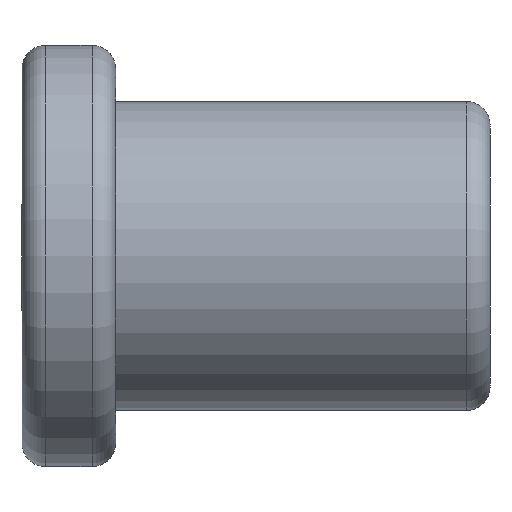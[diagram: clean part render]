
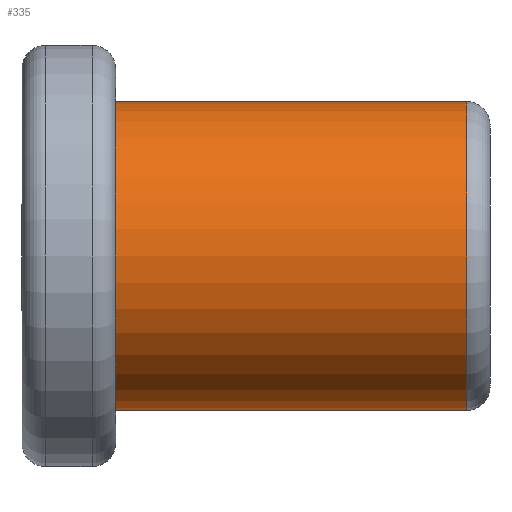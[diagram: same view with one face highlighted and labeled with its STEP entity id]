
A CAD part, left-side view. The second image highlights one B-rep face of the part: STEP entity #335.
In plain terms, the highlighted cylindrical face has radius 3.3 mm (diameter 6.6 mm), a partial arc.
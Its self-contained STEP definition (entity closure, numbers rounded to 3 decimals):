
#35=FACE_OUTER_BOUND('',#59,.T.);
#59=EDGE_LOOP('',(#241,#242,#243,#244));
#83=LINE('',#571,#105);
#84=LINE('',#574,#106);
#105=VECTOR('',#452,10.);
#106=VECTOR('',#455,10.);
#127=CIRCLE('',#376,3.3);
#131=CIRCLE('',#383,3.3);
#151=VERTEX_POINT('',#549);
#153=VERTEX_POINT('',#555);
#157=VERTEX_POINT('',#570);
#158=VERTEX_POINT('',#572);
#183=EDGE_CURVE('',#151,#153,#127,.T.);
#189=EDGE_CURVE('',#157,#151,#83,.T.);
#190=EDGE_CURVE('',#158,#157,#131,.T.);
#191=EDGE_CURVE('',#158,#153,#84,.T.);
#241=ORIENTED_EDGE('',*,*,#183,.F.);
#242=ORIENTED_EDGE('',*,*,#189,.F.);
#243=ORIENTED_EDGE('',*,*,#190,.F.);
#244=ORIENTED_EDGE('',*,*,#191,.T.);
#323=CYLINDRICAL_SURFACE('',#382,3.3);
#335=ADVANCED_FACE('',(#35),#323,.T.);
#376=AXIS2_PLACEMENT_3D('',#559,#436,#437);
#382=AXIS2_PLACEMENT_3D('',#569,#450,#451);
#383=AXIS2_PLACEMENT_3D('',#573,#453,#454);
#436=DIRECTION('center_axis',(0.,-1.,0.));
#437=DIRECTION('ref_axis',(-1.,0.,0.));
#450=DIRECTION('center_axis',(0.,-1.,0.));
#451=DIRECTION('ref_axis',(0.,0.,-1.));
#452=DIRECTION('',(0.,-1.,0.));
#453=DIRECTION('center_axis',(0.,1.,0.));
#454=DIRECTION('ref_axis',(0.,0.,-1.));
#455=DIRECTION('',(0.,-1.,0.));
#549=CARTESIAN_POINT('',(40.,-7.5,38.3));
#555=CARTESIAN_POINT('',(40.,-7.5,31.7));
#559=CARTESIAN_POINT('Origin',(40.,-7.5,35.));
#569=CARTESIAN_POINT('Origin',(40.,0.,35.));
#570=CARTESIAN_POINT('',(40.,0.,38.3));
#571=CARTESIAN_POINT('',(40.,0.,38.3));
#572=CARTESIAN_POINT('',(40.,0.,31.7));
#573=CARTESIAN_POINT('Origin',(40.,0.,35.));
#574=CARTESIAN_POINT('',(40.,0.,31.7));
